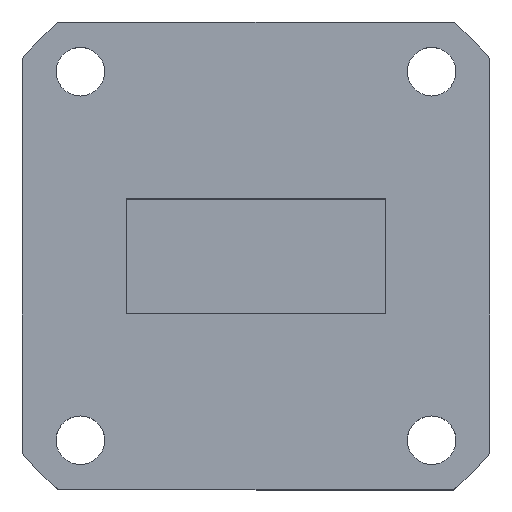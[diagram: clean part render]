
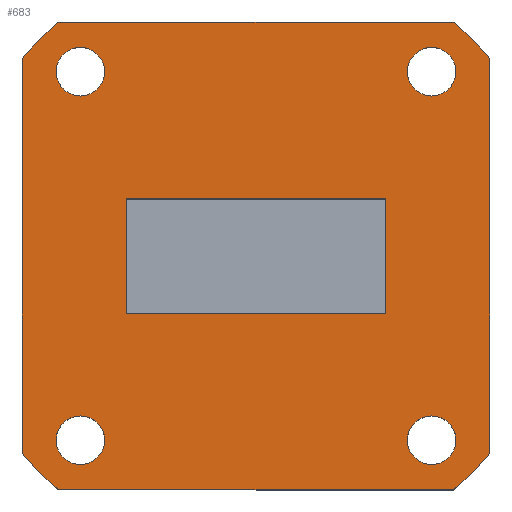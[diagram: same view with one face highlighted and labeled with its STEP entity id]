
A CAD part, top view. The second image highlights one B-rep face of the part: STEP entity #683.
In plain terms, the highlighted planar face has unit normal (0, 0, 1).
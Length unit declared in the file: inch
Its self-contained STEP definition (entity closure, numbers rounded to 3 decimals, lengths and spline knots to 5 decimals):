
#92 = DIRECTION ( 'NONE',  ( 1., 0., 0. ) ) ;
#683 = ADVANCED_FACE ( 'NONE', ( #12317, #3493, #13948, #18840, #18158, #16550 ), #7404, .F. ) ;
#720 = AXIS2_PLACEMENT_3D ( 'NONE', #26909, #14265, #5755 ) ;
#803 = DIRECTION ( 'NONE',  ( 1., 0., 0. ) ) ;
#954 = VECTOR ( 'NONE', #2786, 39.37008 ) ;
#1052 = VERTEX_POINT ( 'NONE', #22791 ) ;
#1271 = EDGE_CURVE ( 'NONE', #7900, #1052, #10651, .T. ) ;
#1326 = CIRCLE ( 'NONE', #26526, 1.0625 ) ;
#1543 = CIRCLE ( 'NONE', #22350, 0.0845 ) ;
#1592 = CARTESIAN_POINT ( 'NONE',  ( -0.5255, 0.64, 0. ) ) ;
#1734 = EDGE_CURVE ( 'NONE', #23432, #23432, #24380, .T. ) ;
#1773 = EDGE_CURVE ( 'NONE', #10640, #22072, #13910, .T. ) ;
#2082 = ORIENTED_EDGE ( 'NONE', *, *, #2824, .F. ) ;
#2148 = CARTESIAN_POINT ( 'NONE',  ( 0.6945, 0.64, 0. ) ) ;
#2248 = EDGE_CURVE ( 'NONE', #10310, #10640, #6059, .T. ) ;
#2290 = EDGE_CURVE ( 'NONE', #17955, #7398, #11925, .T. ) ;
#2398 = ORIENTED_EDGE ( 'NONE', *, *, #14160, .F. ) ;
#2572 = CARTESIAN_POINT ( 'NONE',  ( 0., 0., 0. ) ) ;
#2786 = DIRECTION ( 'NONE',  ( 0., 1., 0. ) ) ;
#2824 = EDGE_CURVE ( 'NONE', #9027, #9027, #13279, .T. ) ;
#2841 = CARTESIAN_POINT ( 'NONE',  ( 0., -0.2, 0. ) ) ;
#2887 = CARTESIAN_POINT ( 'NONE',  ( 0., 0., 0. ) ) ;
#3002 = DIRECTION ( 'NONE',  ( 0., 0., 1. ) ) ;
#3166 = CIRCLE ( 'NONE', #17838, 0.0845 ) ;
#3258 = ORIENTED_EDGE ( 'NONE', *, *, #9585, .F. ) ;
#3493 = FACE_BOUND ( 'NONE', #22423, .T. ) ;
#3912 = DIRECTION ( 'NONE',  ( 1., 0., 0. ) ) ;
#4000 = DIRECTION ( 'NONE',  ( 0., 0., 1. ) ) ;
#4091 = CARTESIAN_POINT ( 'NONE',  ( 0.61, 0.64, 0. ) ) ;
#4678 = CARTESIAN_POINT ( 'NONE',  ( -0.8125, 0., 0. ) ) ;
#5075 = ORIENTED_EDGE ( 'NONE', *, *, #2248, .F. ) ;
#5385 = VECTOR ( 'NONE', #23667, 39.37008 ) ;
#5704 = CARTESIAN_POINT ( 'NONE',  ( -0.45, 0., 0. ) ) ;
#5755 = DIRECTION ( 'NONE',  ( 1., 0., 0. ) ) ;
#5802 = DIRECTION ( 'NONE',  ( 0., -1., 0. ) ) ;
#5890 = EDGE_LOOP ( 'NONE', ( #15610, #8565, #24376, #3258, #22098, #5075, #9293, #19124 ) ) ;
#5905 = CARTESIAN_POINT ( 'NONE',  ( -0.61, -0.64, 0. ) ) ;
#6059 = CIRCLE ( 'NONE', #20317, 1.0625 ) ;
#6077 = ORIENTED_EDGE ( 'NONE', *, *, #20607, .F. ) ;
#6334 = CARTESIAN_POINT ( 'NONE',  ( 0., 0., 0. ) ) ;
#6767 = VECTOR ( 'NONE', #13416, 39.37008 ) ;
#7398 = VERTEX_POINT ( 'NONE', #14054 ) ;
#7404 = PLANE ( 'NONE',  #24975 ) ;
#7656 = EDGE_CURVE ( 'NONE', #1052, #17879, #19218, .T. ) ;
#7900 = VERTEX_POINT ( 'NONE', #17653 ) ;
#8259 = DIRECTION ( 'NONE',  ( 0., 0., -1. ) ) ;
#8535 = AXIS2_PLACEMENT_3D ( 'NONE', #12590, #10939, #92 ) ;
#8565 = ORIENTED_EDGE ( 'NONE', *, *, #16240, .F. ) ;
#8865 = DIRECTION ( 'NONE',  ( 0., 1., 0. ) ) ;
#9009 = CARTESIAN_POINT ( 'NONE',  ( -0.45, -0.2, 0. ) ) ;
#9027 = VERTEX_POINT ( 'NONE', #9903 ) ;
#9088 = DIRECTION ( 'NONE',  ( 0., 0., -1. ) ) ;
#9115 = AXIS2_PLACEMENT_3D ( 'NONE', #21807, #3002, #11222 ) ;
#9293 = ORIENTED_EDGE ( 'NONE', *, *, #19166, .F. ) ;
#9585 = EDGE_CURVE ( 'NONE', #22072, #12065, #1326, .T. ) ;
#9903 = CARTESIAN_POINT ( 'NONE',  ( 0.6945, -0.64, 0. ) ) ;
#10084 = VECTOR ( 'NONE', #11890, 39.37008 ) ;
#10310 = VERTEX_POINT ( 'NONE', #12969 ) ;
#10409 = DIRECTION ( 'NONE',  ( 0., 0., 1. ) ) ;
#10439 = CARTESIAN_POINT ( 'NONE',  ( 0.45, 0.2, 0. ) ) ;
#10575 = CARTESIAN_POINT ( 'NONE',  ( 0.8125, 0.68465, 0. ) ) ;
#10640 = VERTEX_POINT ( 'NONE', #10575 ) ;
#10651 = LINE ( 'NONE', #4678, #11955 ) ;
#10677 = VERTEX_POINT ( 'NONE', #2148 ) ;
#10939 = DIRECTION ( 'NONE',  ( 0., 0., -1. ) ) ;
#11092 = AXIS2_PLACEMENT_3D ( 'NONE', #2887, #9088, #25232 ) ;
#11222 = DIRECTION ( 'NONE',  ( 1., 0., 0. ) ) ;
#11283 = VERTEX_POINT ( 'NONE', #20922 ) ;
#11318 = CARTESIAN_POINT ( 'NONE',  ( 0., 0.8125, 0. ) ) ;
#11438 = DIRECTION ( 'NONE',  ( 0., 0., -1. ) ) ;
#11890 = DIRECTION ( 'NONE',  ( -1., 0., 0. ) ) ;
#11925 = LINE ( 'NONE', #2841, #5385 ) ;
#11955 = VECTOR ( 'NONE', #8865, 39.37008 ) ;
#12065 = VERTEX_POINT ( 'NONE', #26939 ) ;
#12309 = VERTEX_POINT ( 'NONE', #22779 ) ;
#12317 = FACE_OUTER_BOUND ( 'NONE', #5890, .T. ) ;
#12362 = LINE ( 'NONE', #25792, #6767 ) ;
#12590 = CARTESIAN_POINT ( 'NONE',  ( 0., 0., 0. ) ) ;
#12969 = CARTESIAN_POINT ( 'NONE',  ( 0.68465, 0.8125, 0. ) ) ;
#13059 = ORIENTED_EDGE ( 'NONE', *, *, #26516, .F. ) ;
#13279 = CIRCLE ( 'NONE', #9115, 0.0845 ) ;
#13416 = DIRECTION ( 'NONE',  ( -1., 0., 0. ) ) ;
#13910 = LINE ( 'NONE', #18526, #18804 ) ;
#13948 = FACE_BOUND ( 'NONE', #16787, .T. ) ;
#14054 = CARTESIAN_POINT ( 'NONE',  ( 0.45, -0.2, 0. ) ) ;
#14160 = EDGE_CURVE ( 'NONE', #7398, #22065, #19259, .T. ) ;
#14244 = EDGE_LOOP ( 'NONE', ( #2082 ) ) ;
#14265 = DIRECTION ( 'NONE',  ( 0., 0., 1. ) ) ;
#14365 = DIRECTION ( 'NONE',  ( 0., -1., 0. ) ) ;
#14514 = DIRECTION ( 'NONE',  ( 1., 0., 0. ) ) ;
#14667 = ORIENTED_EDGE ( 'NONE', *, *, #2290, .F. ) ;
#14867 = ORIENTED_EDGE ( 'NONE', *, *, #1734, .F. ) ;
#14919 = DIRECTION ( 'NONE',  ( 1., 0., 0. ) ) ;
#15324 = CIRCLE ( 'NONE', #8535, 1.0625 ) ;
#15610 = ORIENTED_EDGE ( 'NONE', *, *, #1271, .F. ) ;
#16019 = ORIENTED_EDGE ( 'NONE', *, *, #19579, .F. ) ;
#16083 = CARTESIAN_POINT ( 'NONE',  ( 0., 0.2, 0. ) ) ;
#16211 = VERTEX_POINT ( 'NONE', #19130 ) ;
#16240 = EDGE_CURVE ( 'NONE', #16211, #7900, #15324, .T. ) ;
#16530 = ORIENTED_EDGE ( 'NONE', *, *, #19976, .F. ) ;
#16550 = FACE_BOUND ( 'NONE', #21405, .T. ) ;
#16702 = CARTESIAN_POINT ( 'NONE',  ( 0.8125, -0.68465, 0. ) ) ;
#16787 = EDGE_LOOP ( 'NONE', ( #13059 ) ) ;
#17288 = CARTESIAN_POINT ( 'NONE',  ( 0.45, 0., 0. ) ) ;
#17653 = CARTESIAN_POINT ( 'NONE',  ( -0.8125, -0.68465, 0. ) ) ;
#17838 = AXIS2_PLACEMENT_3D ( 'NONE', #5905, #4000, #14514 ) ;
#17879 = VERTEX_POINT ( 'NONE', #23277 ) ;
#17909 = EDGE_LOOP ( 'NONE', ( #6077 ) ) ;
#17955 = VERTEX_POINT ( 'NONE', #9009 ) ;
#18158 = FACE_BOUND ( 'NONE', #17909, .T. ) ;
#18526 = CARTESIAN_POINT ( 'NONE',  ( 0.8125, 0., 0. ) ) ;
#18804 = VECTOR ( 'NONE', #14365, 39.37008 ) ;
#18840 = FACE_BOUND ( 'NONE', #14244, .T. ) ;
#19124 = ORIENTED_EDGE ( 'NONE', *, *, #7656, .F. ) ;
#19130 = CARTESIAN_POINT ( 'NONE',  ( -0.68465, -0.8125, 0. ) ) ;
#19166 = EDGE_CURVE ( 'NONE', #17879, #10310, #27127, .T. ) ;
#19218 = CIRCLE ( 'NONE', #11092, 1.0625 ) ;
#19259 = LINE ( 'NONE', #17288, #954 ) ;
#19579 = EDGE_CURVE ( 'NONE', #11283, #17955, #21501, .T. ) ;
#19976 = EDGE_CURVE ( 'NONE', #22065, #11283, #25783, .T. ) ;
#20191 = VECTOR ( 'NONE', #803, 39.37008 ) ;
#20317 = AXIS2_PLACEMENT_3D ( 'NONE', #6334, #8259, #20956 ) ;
#20607 = EDGE_CURVE ( 'NONE', #10677, #10677, #1543, .T. ) ;
#20922 = CARTESIAN_POINT ( 'NONE',  ( -0.45, 0.2, 0. ) ) ;
#20956 = DIRECTION ( 'NONE',  ( 1., 0., 0. ) ) ;
#21405 = EDGE_LOOP ( 'NONE', ( #14867 ) ) ;
#21501 = LINE ( 'NONE', #5704, #26785 ) ;
#21807 = CARTESIAN_POINT ( 'NONE',  ( 0.61, -0.64, 0. ) ) ;
#22065 = VERTEX_POINT ( 'NONE', #10439 ) ;
#22072 = VERTEX_POINT ( 'NONE', #16702 ) ;
#22098 = ORIENTED_EDGE ( 'NONE', *, *, #1773, .F. ) ;
#22350 = AXIS2_PLACEMENT_3D ( 'NONE', #4091, #10409, #3912 ) ;
#22423 = EDGE_LOOP ( 'NONE', ( #2398, #14667, #16019, #16530 ) ) ;
#22779 = CARTESIAN_POINT ( 'NONE',  ( -0.5255, -0.64, 0. ) ) ;
#22791 = CARTESIAN_POINT ( 'NONE',  ( -0.8125, 0.68465, 0. ) ) ;
#23277 = CARTESIAN_POINT ( 'NONE',  ( -0.68465, 0.8125, 0. ) ) ;
#23432 = VERTEX_POINT ( 'NONE', #1592 ) ;
#23667 = DIRECTION ( 'NONE',  ( 1., 0., 0. ) ) ;
#24041 = DIRECTION ( 'NONE',  ( 0., 0., -1. ) ) ;
#24376 = ORIENTED_EDGE ( 'NONE', *, *, #25007, .F. ) ;
#24380 = CIRCLE ( 'NONE', #720, 0.0845 ) ;
#24975 = AXIS2_PLACEMENT_3D ( 'NONE', #26353, #11438, #26083 ) ;
#25007 = EDGE_CURVE ( 'NONE', #12065, #16211, #12362, .T. ) ;
#25232 = DIRECTION ( 'NONE',  ( 1., 0., 0. ) ) ;
#25783 = LINE ( 'NONE', #16083, #10084 ) ;
#25792 = CARTESIAN_POINT ( 'NONE',  ( 0., -0.8125, 0. ) ) ;
#26083 = DIRECTION ( 'NONE',  ( -1., 0., 0. ) ) ;
#26353 = CARTESIAN_POINT ( 'NONE',  ( 0., 0., 0. ) ) ;
#26516 = EDGE_CURVE ( 'NONE', #12309, #12309, #3166, .T. ) ;
#26526 = AXIS2_PLACEMENT_3D ( 'NONE', #2572, #24041, #14919 ) ;
#26785 = VECTOR ( 'NONE', #5802, 39.37008 ) ;
#26909 = CARTESIAN_POINT ( 'NONE',  ( -0.61, 0.64, 0. ) ) ;
#26939 = CARTESIAN_POINT ( 'NONE',  ( 0.68465, -0.8125, 0. ) ) ;
#27127 = LINE ( 'NONE', #11318, #20191 ) ;
